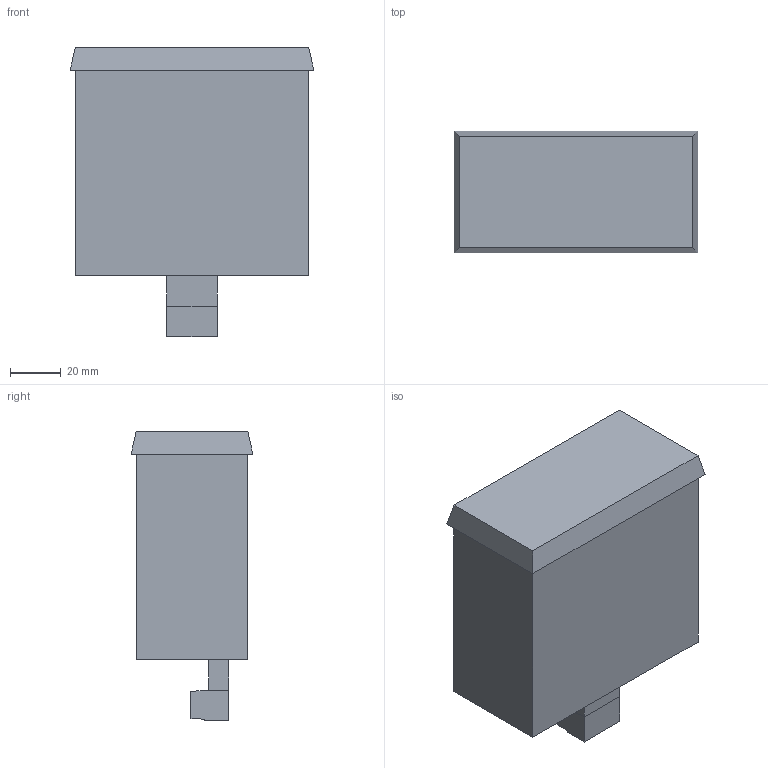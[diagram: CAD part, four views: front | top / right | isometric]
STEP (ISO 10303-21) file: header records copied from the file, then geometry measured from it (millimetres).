
FILE_DESCRIPTION((''),'2;1');
FILE_NAME('3d_DMK16R1.stp','2012-10-10T13:55:49',(''),(''),'Mechanical Desktop 2011','Mechanical Desktop 2011',', , ');
FILE_SCHEMA(('CONFIG_CONTROL_DESIGN'));
Length unit declared in the file: millimetre
Products named in the file (1): Product
Bounding box: 96 x 48 x 114 mm (x, y, z)
Volume: 372221.4 mm3; surface area: 43777.1 mm2
Topology: 4 solids, 4 shells, 29 faces, 63 edges, 42 vertices
Faces by surface type: plane 29
Entity records: 866 total; most frequent: CARTESIAN_POINT 135, ORIENTED_EDGE 126, DIRECTION 123, VECTOR 63, LINE 63, EDGE_CURVE 63, VERTEX_POINT 42, AXIS2_PLACEMENT_3D 30
